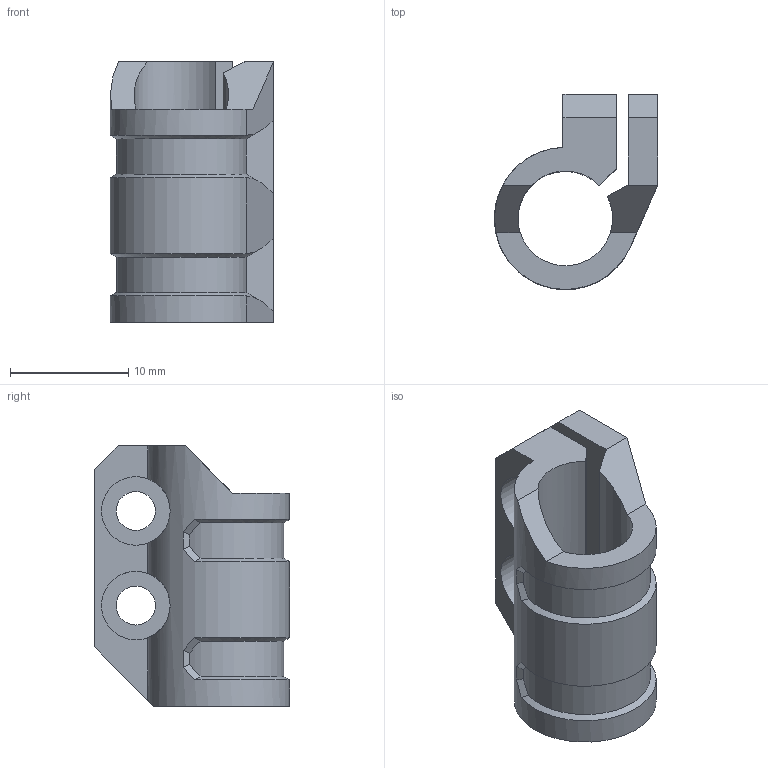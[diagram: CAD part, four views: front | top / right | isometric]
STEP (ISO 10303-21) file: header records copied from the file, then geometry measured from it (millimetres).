
FILE_DESCRIPTION(/* description */ ('STEP AP242','CAx-IF Rec.Pracs.---Representation and Presentation of Product Manufacturing Information (PMI)---4.0---2014-10-13','CAx-IF Rec.Pracs.---3D Tessellated Geometry---0.4---2014-09-14','2;1'),/* implementation_level */ '2;1');
FILE_NAME(/* name */ '61c8e41c212d637db2025765',/* time_stamp */ '2021-12-26T21:52:29+00:00',/* author */ (''),/* organization */ (''),/* preprocessor_version */ 'ST-DEVELOPER v18.101',/* originating_system */ ' ',/* authorisation */ ' ');
FILE_SCHEMA (('AP242_MANAGED_MODEL_BASED_3D_ENGINEERING_MIM_LF { 1 0 10303 442 1 1 4 }'));
Length unit declared in the file: metre
Products named in the file (1): LJ8_probe_mount_8mm
Bounding box: 13.8 x 16.5 x 22 mm (x, y, z)
Volume: 1731 mm3; surface area: 2200.7 mm2
Topology: 1 solids, 1 shells, 44 faces, 128 edges, 86 vertices
Faces by surface type: plane 26, cylinder 10, cone 4, bspline 4
Full cylindrical faces by diameter (mm): 3.3 x4, 5.8 x2
Entity records: 1469 total; most frequent: CARTESIAN_POINT 361, ORIENTED_EDGE 232, DIRECTION 203, EDGE_CURVE 116, VERTEX_POINT 80, AXIS2_PLACEMENT_3D 72, LINE 59, VECTOR 59
